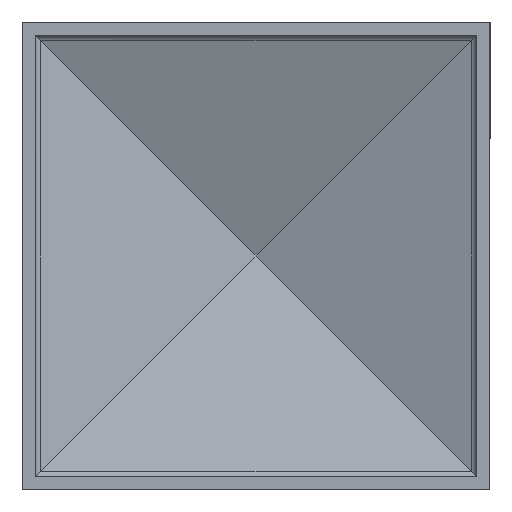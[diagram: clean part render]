
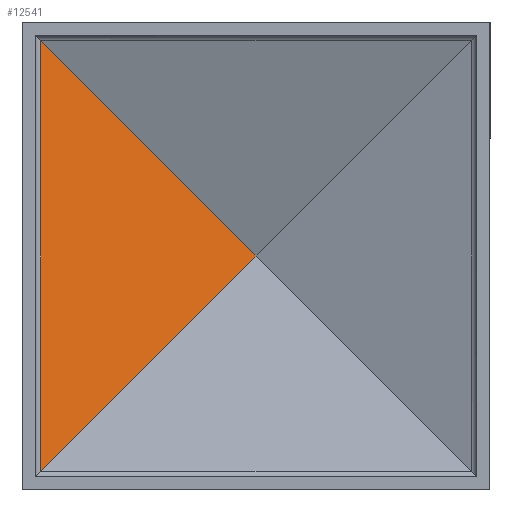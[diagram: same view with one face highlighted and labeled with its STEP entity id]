
A CAD part, front view. The second image highlights one B-rep face of the part: STEP entity #12541.
In plain terms, the highlighted planar face has unit normal (0.353, -0.935, 0).
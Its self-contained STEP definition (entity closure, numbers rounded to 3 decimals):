
#82 = AXIS2_PLACEMENT_3D ( 'NONE', #1385, #3511, #391 ) ;
#311 = LINE ( 'NONE', #8499, #1577 ) ;
#391 = DIRECTION ( 'NONE',  ( 0.936, 0.353, 0. ) ) ;
#937 = DIRECTION ( 'NONE',  ( 0.683, 0.258, 0.683 ) ) ;
#989 = EDGE_CURVE ( 'NONE', #8884, #4977, #10096, .T. ) ;
#1385 = CARTESIAN_POINT ( 'NONE',  ( -24.353, 9.207, -26.5 ) ) ;
#1577 = VECTOR ( 'NONE', #6478, 1000. ) ;
#1977 = VECTOR ( 'NONE', #7176, 1000. ) ;
#2326 = ORIENTED_EDGE ( 'NONE', *, *, #9986, .T. ) ;
#2371 = CARTESIAN_POINT ( 'NONE',  ( 0., 18.404, 0. ) ) ;
#2817 = CARTESIAN_POINT ( 'NONE',  ( -24.353, 9.207, -24.353 ) ) ;
#3511 = DIRECTION ( 'NONE',  ( 0.353, -0.936, 0. ) ) ;
#4264 = CARTESIAN_POINT ( 'NONE',  ( -0.619, 18.17, 0.619 ) ) ;
#4655 = CARTESIAN_POINT ( 'NONE',  ( -24.353, 9.207, 24.353 ) ) ;
#4977 = VERTEX_POINT ( 'NONE', #4655 ) ;
#5213 = ORIENTED_EDGE ( 'NONE', *, *, #989, .T. ) ;
#6478 = DIRECTION ( 'NONE',  ( 0., 0., 1. ) ) ;
#7176 = DIRECTION ( 'NONE',  ( -0.683, -0.258, 0.683 ) ) ;
#7332 = LINE ( 'NONE', #8879, #7959 ) ;
#7959 = VECTOR ( 'NONE', #937, 1000. ) ;
#8027 = VERTEX_POINT ( 'NONE', #2817 ) ;
#8499 = CARTESIAN_POINT ( 'NONE',  ( -24.353, 9.207, -26.5 ) ) ;
#8879 = CARTESIAN_POINT ( 'NONE',  ( -25.355, 8.829, -25.355 ) ) ;
#8884 = VERTEX_POINT ( 'NONE', #2371 ) ;
#9107 = EDGE_CURVE ( 'NONE', #8027, #4977, #311, .T. ) ;
#9986 = EDGE_CURVE ( 'NONE', #8027, #8884, #7332, .T. ) ;
#10056 = ORIENTED_EDGE ( 'NONE', *, *, #9107, .F. ) ;
#10096 = LINE ( 'NONE', #4264, #1977 ) ;
#10263 = FACE_OUTER_BOUND ( 'NONE', #11531, .T. ) ;
#11531 = EDGE_LOOP ( 'NONE', ( #2326, #5213, #10056 ) ) ;
#12541 = ADVANCED_FACE ( 'NONE', ( #10263 ), #12614, .T. ) ;
#12614 = PLANE ( 'NONE',  #82 ) ;
